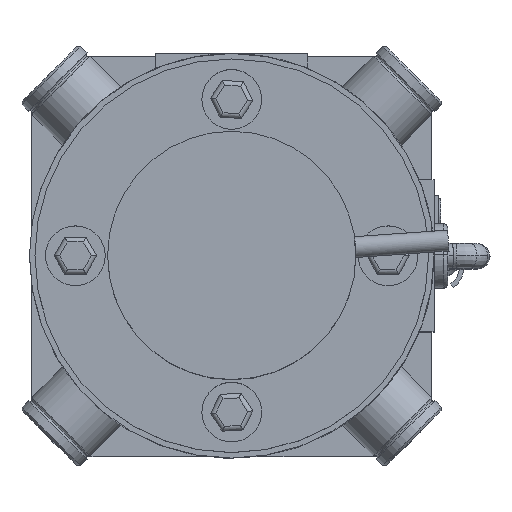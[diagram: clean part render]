
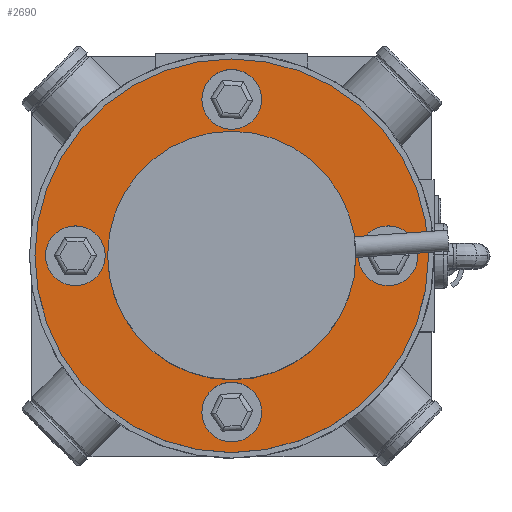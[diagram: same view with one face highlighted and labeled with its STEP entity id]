
A CAD part, top view. The second image highlights one B-rep face of the part: STEP entity #2690.
In plain terms, the highlighted planar face has unit normal (0, 0, 1).
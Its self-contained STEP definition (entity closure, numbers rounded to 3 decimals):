
#38 = CARTESIAN_POINT ( 'NONE',  ( 47., 59., 146.5 ) ) ;
#300 = AXIS2_PLACEMENT_3D ( 'NONE', #11189, #4323, #1287 ) ;
#416 = DIRECTION ( 'NONE',  ( 1., 0., 0. ) ) ;
#479 = DIRECTION ( 'NONE',  ( 0., 0., -1. ) ) ;
#484 = ORIENTED_EDGE ( 'NONE', *, *, #11300, .F. ) ;
#619 = AXIS2_PLACEMENT_3D ( 'NONE', #3439, #11471, #7546 ) ;
#668 = CARTESIAN_POINT ( 'NONE',  ( 53.5, 25., 146.5 ) ) ;
#904 = EDGE_LOOP ( 'NONE', ( #3491, #1161 ) ) ;
#965 = EDGE_CURVE ( 'NONE', #12377, #4653, #11183, .T. ) ;
#1112 = ORIENTED_EDGE ( 'NONE', *, *, #2037, .F. ) ;
#1161 = ORIENTED_EDGE ( 'NONE', *, *, #7307, .T. ) ;
#1237 = ORIENTED_EDGE ( 'NONE', *, *, #965, .T. ) ;
#1287 = DIRECTION ( 'NONE',  ( 1., 0., 0. ) ) ;
#1367 = CARTESIAN_POINT ( 'NONE',  ( 6.5, 59., 146.5 ) ) ;
#1403 = CIRCLE ( 'NONE', #4283, 6.5 ) ;
#1502 = FACE_BOUND ( 'NONE', #10102, .T. ) ;
#1509 = AXIS2_PLACEMENT_3D ( 'NONE', #12204, #5403, #2700 ) ;
#2037 = EDGE_CURVE ( 'NONE', #12302, #2095, #3167, .T. ) ;
#2095 = VERTEX_POINT ( 'NONE', #11057 ) ;
#2162 = VERTEX_POINT ( 'NONE', #10866 ) ;
#2203 = CARTESIAN_POINT ( 'NONE',  ( 87.5, 59., 146.5 ) ) ;
#2342 = FACE_BOUND ( 'NONE', #2627, .T. ) ;
#2408 = FACE_BOUND ( 'NONE', #904, .T. ) ;
#2413 = CIRCLE ( 'NONE', #4049, 6.5 ) ;
#2525 = EDGE_LOOP ( 'NONE', ( #1112, #484 ) ) ;
#2627 = EDGE_LOOP ( 'NONE', ( #9739, #6247 ) ) ;
#2690 = ADVANCED_FACE ( 'Defeature ausgef�hrt1_66', ( #3243, #9075, #2342, #2408, #4466, #1502 ), #11975, .T. ) ;
#2700 = DIRECTION ( 'NONE',  ( 1., 0., 0. ) ) ;
#2713 = VERTEX_POINT ( 'NONE', #10033 ) ;
#2920 = CARTESIAN_POINT ( 'NONE',  ( 47., 93., 146.5 ) ) ;
#3033 = AXIS2_PLACEMENT_3D ( 'NONE', #2920, #3698, #7666 ) ;
#3151 = VERTEX_POINT ( 'NONE', #12675 ) ;
#3166 = EDGE_CURVE ( 'NONE', #3254, #2162, #4014, .T. ) ;
#3167 = CIRCLE ( 'NONE', #300, 27. ) ;
#3243 = FACE_BOUND ( 'NONE', #2525, .T. ) ;
#3254 = VERTEX_POINT ( 'NONE', #2203 ) ;
#3439 = CARTESIAN_POINT ( 'NONE',  ( 47., 59., 146.5 ) ) ;
#3475 = AXIS2_PLACEMENT_3D ( 'NONE', #11698, #4646, #12534 ) ;
#3491 = ORIENTED_EDGE ( 'NONE', *, *, #11036, .T. ) ;
#3698 = DIRECTION ( 'NONE',  ( 0., 0., -1. ) ) ;
#3758 = DIRECTION ( 'NONE',  ( 0., 0., -1. ) ) ;
#3863 = DIRECTION ( 'NONE',  ( 0., 0., -1. ) ) ;
#3887 = CIRCLE ( 'NONE', #3475, 6.5 ) ;
#3901 = EDGE_CURVE ( 'NONE', #2162, #3254, #7049, .T. ) ;
#3942 = DIRECTION ( 'NONE',  ( 0., 0., -1. ) ) ;
#4014 = CIRCLE ( 'NONE', #7298, 6.5 ) ;
#4022 = CARTESIAN_POINT ( 'NONE',  ( 40.5, 25., 146.5 ) ) ;
#4049 = AXIS2_PLACEMENT_3D ( 'NONE', #12363, #479, #8303 ) ;
#4057 = CIRCLE ( 'NONE', #3033, 6.5 ) ;
#4283 = AXIS2_PLACEMENT_3D ( 'NONE', #12503, #3758, #8634 ) ;
#4323 = DIRECTION ( 'NONE',  ( 0., 0., 1. ) ) ;
#4391 = AXIS2_PLACEMENT_3D ( 'NONE', #11332, #11646, #6772 ) ;
#4466 = FACE_BOUND ( 'NONE', #10042, .T. ) ;
#4628 = EDGE_CURVE ( 'NONE', #7536, #8919, #5878, .T. ) ;
#4646 = DIRECTION ( 'NONE',  ( 0., 0., -1. ) ) ;
#4653 = VERTEX_POINT ( 'NONE', #4022 ) ;
#4843 = EDGE_CURVE ( 'NONE', #3151, #2713, #5044, .T. ) ;
#5044 = CIRCLE ( 'NONE', #7295, 6.5 ) ;
#5121 = ORIENTED_EDGE ( 'NONE', *, *, #8245, .T. ) ;
#5343 = CIRCLE ( 'NONE', #619, 42.8 ) ;
#5403 = DIRECTION ( 'NONE',  ( 0., 0., -1. ) ) ;
#5624 = ORIENTED_EDGE ( 'NONE', *, *, #12412, .F. ) ;
#5753 = CARTESIAN_POINT ( 'NONE',  ( 4.2, 59., 146.5 ) ) ;
#5830 = CARTESIAN_POINT ( 'NONE',  ( 47., 59., 146.5 ) ) ;
#5878 = CIRCLE ( 'NONE', #11611, 42.8 ) ;
#5920 = VERTEX_POINT ( 'NONE', #1367 ) ;
#6222 = CARTESIAN_POINT ( 'NONE',  ( 89.8, 59., 146.5 ) ) ;
#6247 = ORIENTED_EDGE ( 'NONE', *, *, #3901, .T. ) ;
#6276 = AXIS2_PLACEMENT_3D ( 'NONE', #8116, #11076, #416 ) ;
#6500 = ORIENTED_EDGE ( 'NONE', *, *, #4843, .T. ) ;
#6772 = DIRECTION ( 'NONE',  ( 1., 0., 0. ) ) ;
#6794 = CARTESIAN_POINT ( 'NONE',  ( 19.5, 59., 146.5 ) ) ;
#7049 = CIRCLE ( 'NONE', #1509, 6.5 ) ;
#7295 = AXIS2_PLACEMENT_3D ( 'NONE', #10915, #3863, #11825 ) ;
#7298 = AXIS2_PLACEMENT_3D ( 'NONE', #10746, #3942, #10807 ) ;
#7307 = EDGE_CURVE ( 'NONE', #5920, #12067, #2413, .T. ) ;
#7536 = VERTEX_POINT ( 'NONE', #5753 ) ;
#7537 = EDGE_CURVE ( 'NONE', #2713, #3151, #4057, .T. ) ;
#7546 = DIRECTION ( 'NONE',  ( 1., 0., 0. ) ) ;
#7666 = DIRECTION ( 'NONE',  ( 1., 0., 0. ) ) ;
#8116 = CARTESIAN_POINT ( 'NONE',  ( 0., 0., 146.5 ) ) ;
#8245 = EDGE_CURVE ( 'NONE', #4653, #12377, #1403, .T. ) ;
#8303 = DIRECTION ( 'NONE',  ( 1., 0., 0. ) ) ;
#8634 = DIRECTION ( 'NONE',  ( 1., 0., 0. ) ) ;
#8697 = DIRECTION ( 'NONE',  ( 0., 0., 1. ) ) ;
#8803 = ORIENTED_EDGE ( 'NONE', *, *, #7537, .T. ) ;
#8919 = VERTEX_POINT ( 'NONE', #6222 ) ;
#9075 = FACE_OUTER_BOUND ( 'NONE', #9834, .T. ) ;
#9201 = CIRCLE ( 'NONE', #11681, 27. ) ;
#9739 = ORIENTED_EDGE ( 'NONE', *, *, #3166, .T. ) ;
#9834 = EDGE_LOOP ( 'NONE', ( #5624, #11908 ) ) ;
#9970 = CARTESIAN_POINT ( 'NONE',  ( 20., 59., 146.5 ) ) ;
#10033 = CARTESIAN_POINT ( 'NONE',  ( 53.5, 93., 146.5 ) ) ;
#10042 = EDGE_LOOP ( 'NONE', ( #8803, #6500 ) ) ;
#10102 = EDGE_LOOP ( 'NONE', ( #1237, #5121 ) ) ;
#10746 = CARTESIAN_POINT ( 'NONE',  ( 81., 59., 146.5 ) ) ;
#10765 = DIRECTION ( 'NONE',  ( 1., 0., 0. ) ) ;
#10807 = DIRECTION ( 'NONE',  ( 1., 0., 0. ) ) ;
#10866 = CARTESIAN_POINT ( 'NONE',  ( 74.5, 59., 146.5 ) ) ;
#10915 = CARTESIAN_POINT ( 'NONE',  ( 47., 93., 146.5 ) ) ;
#11036 = EDGE_CURVE ( 'NONE', #12067, #5920, #3887, .T. ) ;
#11057 = CARTESIAN_POINT ( 'NONE',  ( 74., 59., 146.5 ) ) ;
#11076 = DIRECTION ( 'NONE',  ( 0., 0., 1. ) ) ;
#11183 = CIRCLE ( 'NONE', #4391, 6.5 ) ;
#11189 = CARTESIAN_POINT ( 'NONE',  ( 47., 59., 146.5 ) ) ;
#11300 = EDGE_CURVE ( 'NONE', #2095, #12302, #9201, .T. ) ;
#11332 = CARTESIAN_POINT ( 'NONE',  ( 47., 25., 146.5 ) ) ;
#11471 = DIRECTION ( 'NONE',  ( 0., 0., -1. ) ) ;
#11547 = DIRECTION ( 'NONE',  ( 0., 0., -1. ) ) ;
#11611 = AXIS2_PLACEMENT_3D ( 'NONE', #5830, #11547, #10765 ) ;
#11646 = DIRECTION ( 'NONE',  ( 0., 0., -1. ) ) ;
#11681 = AXIS2_PLACEMENT_3D ( 'NONE', #38, #8697, #12626 ) ;
#11698 = CARTESIAN_POINT ( 'NONE',  ( 13., 59., 146.5 ) ) ;
#11825 = DIRECTION ( 'NONE',  ( 1., 0., 0. ) ) ;
#11908 = ORIENTED_EDGE ( 'NONE', *, *, #4628, .F. ) ;
#11975 = PLANE ( 'NONE',  #6276 ) ;
#12067 = VERTEX_POINT ( 'NONE', #6794 ) ;
#12204 = CARTESIAN_POINT ( 'NONE',  ( 81., 59., 146.5 ) ) ;
#12302 = VERTEX_POINT ( 'NONE', #9970 ) ;
#12363 = CARTESIAN_POINT ( 'NONE',  ( 13., 59., 146.5 ) ) ;
#12377 = VERTEX_POINT ( 'NONE', #668 ) ;
#12412 = EDGE_CURVE ( 'NONE', #8919, #7536, #5343, .T. ) ;
#12503 = CARTESIAN_POINT ( 'NONE',  ( 47., 25., 146.5 ) ) ;
#12534 = DIRECTION ( 'NONE',  ( 1., 0., 0. ) ) ;
#12626 = DIRECTION ( 'NONE',  ( 1., 0., 0. ) ) ;
#12675 = CARTESIAN_POINT ( 'NONE',  ( 40.5, 93., 146.5 ) ) ;
